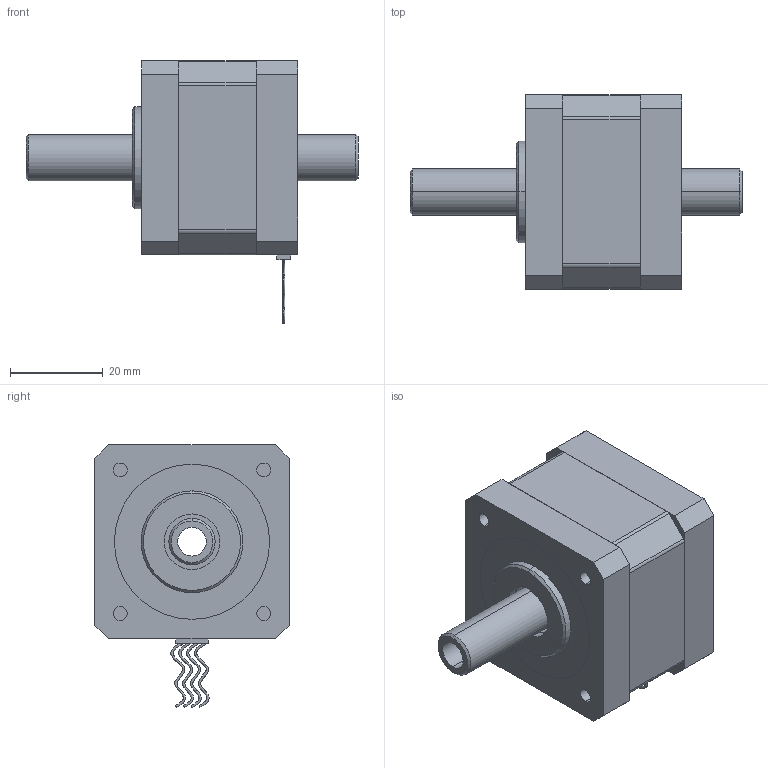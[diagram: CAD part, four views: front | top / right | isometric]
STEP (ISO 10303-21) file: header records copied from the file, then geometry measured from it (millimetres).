
FILE_DESCRIPTION (( 'STEP AP214' ), '1' );
FILE_NAME ('42HS3413B4K.STEP', '2023-02-20T02:10:56', ( 'Windows 蚚誧' ), ( 'Organization' ), 'SwSTEP 2.0', 'SolidWorks 2021', '' );
FILE_SCHEMA (( 'AUTOMOTIVE_DESIGN' ));
Length unit declared in the file: millimetre
Products named in the file (1): 42HS3413B4K
Bounding box: 71.7 x 42 x 56.79 mm (x, y, z)
Volume: 59205.3 mm3; surface area: 19793.1 mm2
Topology: 4 solids, 4 shells, 200 faces, 496 edges, 326 vertices
Faces by surface type: plane 126, cylinder 52, bspline 8, torus 8, cone 6
Entity records: 8038 total; most frequent: CARTESIAN_POINT 2903, ORIENTED_EDGE 992, DIRECTION 960, EDGE_CURVE 496, AXIS2_PLACEMENT_3D 343, VERTEX_POINT 326, LINE 274, VECTOR 274
